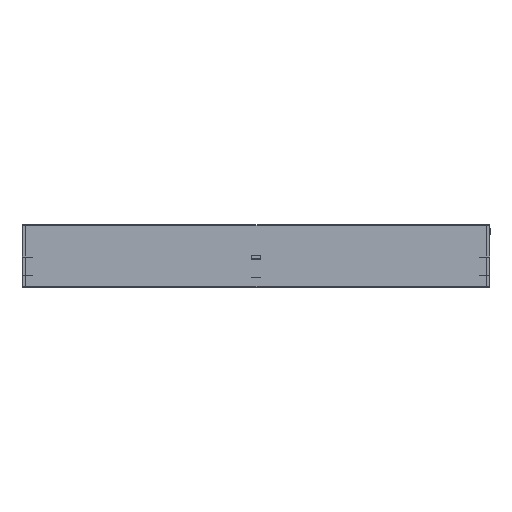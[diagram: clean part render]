
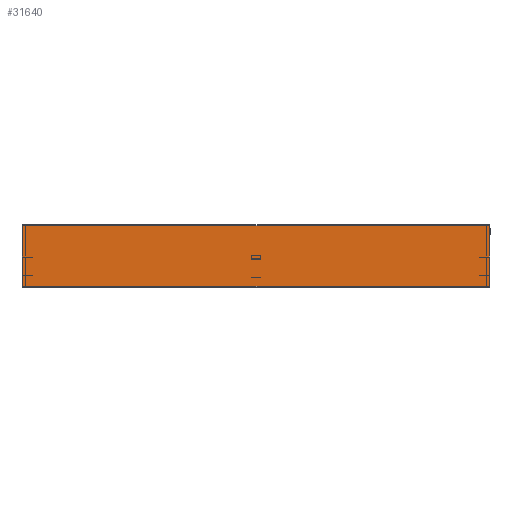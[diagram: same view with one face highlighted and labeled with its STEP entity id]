
A CAD part, left-side view. The second image highlights one B-rep face of the part: STEP entity #31640.
In plain terms, the highlighted planar face has unit normal (-1, 0, 0).
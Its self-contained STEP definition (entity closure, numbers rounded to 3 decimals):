
#938 = ORIENTED_EDGE ( 'NONE', *, *, #11947, .F. ) ;
#1237 = EDGE_CURVE ( 'NONE', #2788, #4950, #14105, .T. ) ;
#2214 = LINE ( 'NONE', #12580, #28292 ) ;
#2692 = DIRECTION ( 'NONE',  ( 0., 0., -1. ) ) ;
#2788 = VERTEX_POINT ( 'NONE', #22415 ) ;
#4030 = DIRECTION ( 'NONE',  ( 0., 1., 0. ) ) ;
#4950 = VERTEX_POINT ( 'NONE', #32195 ) ;
#4984 = VERTEX_POINT ( 'NONE', #13847 ) ;
#5076 = FACE_OUTER_BOUND ( 'NONE', #13455, .T. ) ;
#8690 = CARTESIAN_POINT ( 'NONE',  ( 0., -1878., 0. ) ) ;
#9020 = DIRECTION ( 'NONE',  ( 0., 0., 1. ) ) ;
#9383 = LINE ( 'NONE', #19585, #29145 ) ;
#9530 = CARTESIAN_POINT ( 'NONE',  ( 0., 0., 1. ) ) ;
#9634 = CARTESIAN_POINT ( 'NONE',  ( 0., -1878., 246. ) ) ;
#10460 = VECTOR ( 'NONE', #4030, 1000. ) ;
#11947 = EDGE_CURVE ( 'NONE', #2788, #20247, #9383, .T. ) ;
#12294 = ORIENTED_EDGE ( 'NONE', *, *, #23156, .T. ) ;
#12580 = CARTESIAN_POINT ( 'NONE',  ( 0., 0., 0. ) ) ;
#13455 = EDGE_LOOP ( 'NONE', ( #12294, #21465, #938, #16901 ) ) ;
#13847 = CARTESIAN_POINT ( 'NONE',  ( 0., 0., 246. ) ) ;
#14105 = LINE ( 'NONE', #8690, #21552 ) ;
#15454 = DIRECTION ( 'NONE',  ( 0., 0., -1. ) ) ;
#16274 = AXIS2_PLACEMENT_3D ( 'NONE', #26130, #33282, #2692 ) ;
#16901 = ORIENTED_EDGE ( 'NONE', *, *, #1237, .T. ) ;
#19585 = CARTESIAN_POINT ( 'NONE',  ( 0., 0., 1. ) ) ;
#20247 = VERTEX_POINT ( 'NONE', #9530 ) ;
#21465 = ORIENTED_EDGE ( 'NONE', *, *, #21467, .T. ) ;
#21467 = EDGE_CURVE ( 'NONE', #4984, #20247, #2214, .T. ) ;
#21552 = VECTOR ( 'NONE', #9020, 1000. ) ;
#22415 = CARTESIAN_POINT ( 'NONE',  ( 0., -1878., 1. ) ) ;
#23156 = EDGE_CURVE ( 'NONE', #4950, #4984, #27465, .T. ) ;
#26130 = CARTESIAN_POINT ( 'NONE',  ( 0., 0., 0. ) ) ;
#27465 = LINE ( 'NONE', #9634, #10460 ) ;
#28292 = VECTOR ( 'NONE', #15454, 1000. ) ;
#29145 = VECTOR ( 'NONE', #32985, 1000. ) ;
#31640 = ADVANCED_FACE ( 'NONE', ( #5076 ), #33435, .F. ) ;
#32195 = CARTESIAN_POINT ( 'NONE',  ( 0., -1878., 246. ) ) ;
#32985 = DIRECTION ( 'NONE',  ( 0., 1., 0. ) ) ;
#33282 = DIRECTION ( 'NONE',  ( 1., 0., 0. ) ) ;
#33435 = PLANE ( 'NONE',  #16274 ) ;
